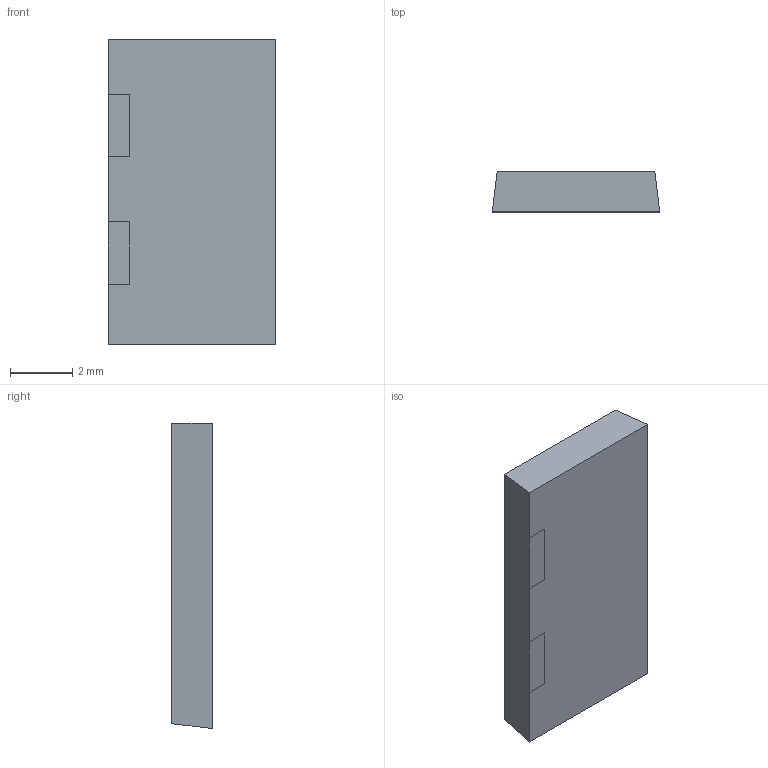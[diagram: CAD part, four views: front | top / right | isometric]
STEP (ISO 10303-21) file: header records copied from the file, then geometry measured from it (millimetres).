
FILE_DESCRIPTION (( 'STEP AP214' ), '1' );
FILE_NAME ('505320_DG 10x6T.STP', '2013-11-15T14:51:25', ( 'arge' ), ( 'Microsoft' ), 'SwSTEP 2.0', 'SolidWorks 2013', '' );
FILE_SCHEMA (( 'AUTOMOTIVE_DESIGN' ));
Length unit declared in the file: millimetre
Products named in the file (1): 505320_DG 10x6T
Bounding box: 5.4 x 1.3 x 9.84 mm (x, y, z)
Volume: 66.5 mm3; surface area: 141.6 mm2
Topology: 1 solids, 1 shells, 8 faces, 22 edges, 16 vertices
Faces by surface type: plane 8
Entity records: 386 total; most frequent: CARTESIAN_POINT 65, ORIENTED_EDGE 44, DIRECTION 34, EDGE_CURVE 22, LINE 16, VERTEX_POINT 16, VECTOR 16, UNCERTAINTY_MEASURE_WITH_UNIT 11
